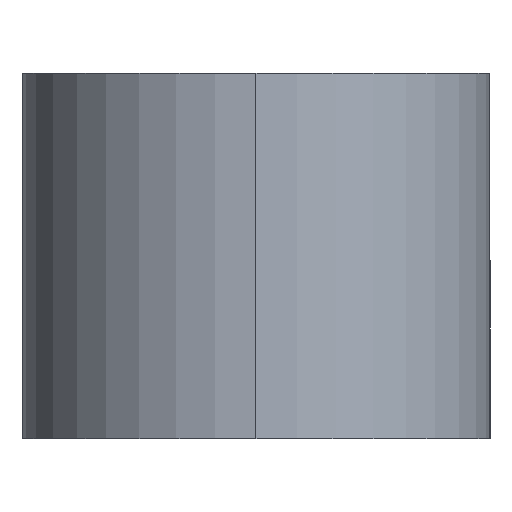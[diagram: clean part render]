
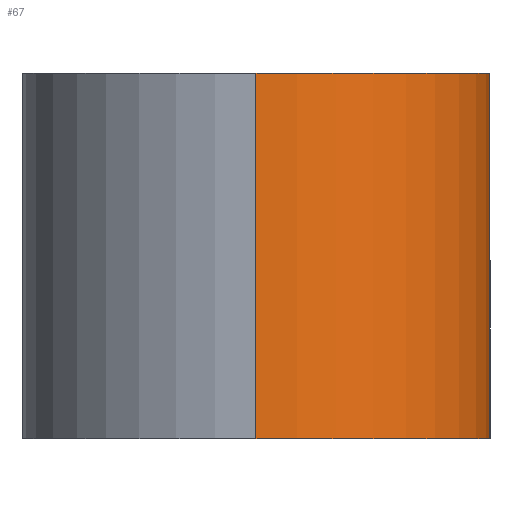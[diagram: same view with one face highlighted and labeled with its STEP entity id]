
A CAD part, left-side view. The second image highlights one B-rep face of the part: STEP entity #67.
In plain terms, the highlighted cylindrical face has radius 25 mm (diameter 50 mm), a partial arc.
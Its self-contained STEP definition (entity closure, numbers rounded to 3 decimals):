
#37 = FACE_OUTER_BOUND ( 'NONE', #68, .T. ) ;
#39 = DIRECTION ( 'NONE',  ( 1., 0., 0. ) ) ;
#43 = VERTEX_POINT ( 'NONE', #106 ) ;
#64 = CARTESIAN_POINT ( 'NONE',  ( -318.391, 0., -9.5 ) ) ;
#67 = ADVANCED_FACE ( 'NONE', ( #37 ), #180, .T. ) ;
#68 = EDGE_LOOP ( 'NONE', ( #408, #338, #132, #259 ) ) ;
#76 = CARTESIAN_POINT ( 'NONE',  ( -293.391, 0., 29.5 ) ) ;
#89 = CARTESIAN_POINT ( 'NONE',  ( -293.391, -25., 29.5 ) ) ;
#106 = CARTESIAN_POINT ( 'NONE',  ( -293.391, -25., 29.5 ) ) ;
#115 = VERTEX_POINT ( 'NONE', #187 ) ;
#132 = ORIENTED_EDGE ( 'NONE', *, *, #185, .T. ) ;
#147 = LINE ( 'NONE', #351, #231 ) ;
#155 = EDGE_CURVE ( 'NONE', #492, #43, #328, .T. ) ;
#157 = DIRECTION ( 'NONE',  ( 0., 0., 1. ) ) ;
#180 = CYLINDRICAL_SURFACE ( 'NONE', #196, 25. ) ;
#185 = EDGE_CURVE ( 'NONE', #463, #115, #228, .T. ) ;
#187 = CARTESIAN_POINT ( 'NONE',  ( -293.391, -25., -9.5 ) ) ;
#196 = AXIS2_PLACEMENT_3D ( 'NONE', #450, #260, #438 ) ;
#228 = CIRCLE ( 'NONE', #302, 25. ) ;
#231 = VECTOR ( 'NONE', #241, 1000. ) ;
#237 = DIRECTION ( 'NONE',  ( 0., 0., -1. ) ) ;
#241 = DIRECTION ( 'NONE',  ( 0., 0., -1. ) ) ;
#244 = CARTESIAN_POINT ( 'NONE',  ( -318.391, 0., 29.5 ) ) ;
#259 = ORIENTED_EDGE ( 'NONE', *, *, #400, .F. ) ;
#260 = DIRECTION ( 'NONE',  ( 0., 0., -1. ) ) ;
#262 = DIRECTION ( 'NONE',  ( 0., 0., 1. ) ) ;
#302 = AXIS2_PLACEMENT_3D ( 'NONE', #378, #262, #39 ) ;
#312 = DIRECTION ( 'NONE',  ( 1., 0., 0. ) ) ;
#328 = CIRCLE ( 'NONE', #385, 25. ) ;
#338 = ORIENTED_EDGE ( 'NONE', *, *, #354, .T. ) ;
#351 = CARTESIAN_POINT ( 'NONE',  ( -318.391, 0., 29.5 ) ) ;
#354 = EDGE_CURVE ( 'NONE', #492, #463, #147, .T. ) ;
#378 = CARTESIAN_POINT ( 'NONE',  ( -293.391, 0., -9.5 ) ) ;
#385 = AXIS2_PLACEMENT_3D ( 'NONE', #76, #157, #312 ) ;
#386 = VECTOR ( 'NONE', #237, 1000. ) ;
#400 = EDGE_CURVE ( 'NONE', #43, #115, #426, .T. ) ;
#408 = ORIENTED_EDGE ( 'NONE', *, *, #155, .F. ) ;
#426 = LINE ( 'NONE', #89, #386 ) ;
#438 = DIRECTION ( 'NONE',  ( -1., 0., 0. ) ) ;
#450 = CARTESIAN_POINT ( 'NONE',  ( -293.391, 0., 29.5 ) ) ;
#463 = VERTEX_POINT ( 'NONE', #64 ) ;
#492 = VERTEX_POINT ( 'NONE', #244 ) ;
